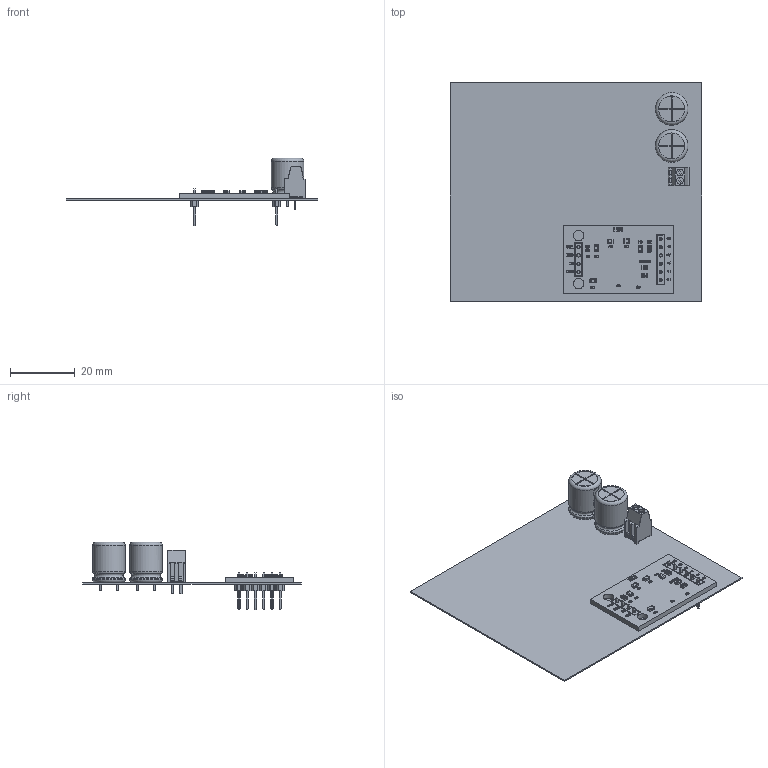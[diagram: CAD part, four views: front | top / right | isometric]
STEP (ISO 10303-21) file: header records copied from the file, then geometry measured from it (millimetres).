
FILE_DESCRIPTION(('Open CASCADE Model'),'2;1');
FILE_NAME('Open CASCADE Shape Model','2023-08-29T17:04:29',('Author'),( 'Open CASCADE'),'Open CASCADE STEP processor 6.8','Open CASCADE 6.8' ,'Unknown');
FILE_SCHEMA(('AUTOMOTIVE_DESIGN { 1 0 10303 214 1 1 1 1 }'));
Length unit declared in the file: millimetre
Products named in the file (50): PCB; Board; Open CASCADE STEP translator 6.8 1.1.1; J1; HX711_Breakout_v7; RESISTOR_SMD_203_v1; Valor_predeterminado; RESISTOR_SMD_822_v1; RESISTOR_SMD_122_v1; HX711_SOP16_v2; base_HX711-1; pino_HX711-1; pino_HX711-2; pino_HX711-3; pino_HX711-4; pino_HX711-5; pino_HX711-6; pino_HX711-7; pino_HX711-8; pino_HX711-9; pino_HX711-10; pino_HX711-11; pino_HX711-12; pino_HX711-13; pino_HX711-14; pino_HX711-15; pino_HX711-16; SOT23_v1; TRANSISTOR_SOT23-1; PINO_SOT23-1; PINO_SOT23-2; PINO_SOT23-3; CAPACITOR_805_v1; Pin_Header_Male_01x04_P2.54mm_v1; Male_Pin_Header; Pin_Header_Male_01x06_P2.54mm_v1; Open CASCADE STEP translator 6.8 1.2.1.14; TE_Term_Block_2port_282834-2-c-3d; c-282834-2-c-3d; C2 ...
Assembly tree (63 placements, depth 6):
  PCB
    Board
      Open CASCADE STEP translator 6.8 1.1.1
    J1
      HX711_Breakout_v7
        RESISTOR_SMD_203_v1
          Valor_predeterminado
        RESISTOR_SMD_822_v1
          Valor_predeterminado
        RESISTOR_SMD_122_v1  x2
          Valor_predeterminado
        HX711_SOP16_v2
          Valor_predeterminado
            base_HX711-1
            pino_HX711-1
            pino_HX711-2
            pino_HX711-3
            pino_HX711-4
            pino_HX711-5
            pino_HX711-6
            pino_HX711-7
            pino_HX711-8
            pino_HX711-9
            pino_HX711-10
            pino_HX711-11
            pino_HX711-12
            pino_HX711-13
            pino_HX711-14
            pino_HX711-15
            pino_HX711-16
        SOT23_v1
          Valor_predeterminado
            TRANSISTOR_SOT23-1
            PINO_SOT23-1
            PINO_SOT23-2
            PINO_SOT23-3
        CAPACITOR_805_v1
          Valor_predeterminado
        CAPACITOR_805_v1  x4
          Valor_predeterminado
        Pin_Header_Male_01x04_P2.54mm_v1
          Male_Pin_Header  x4
        Pin_Header_Male_01x06_P2.54mm_v1
          Male_Pin_Header  x6
        Open CASCADE STEP translator 6.8 1.2.1.14
    J1
      TE_Term_Block_2port_282834-2-c-3d
        c-282834-2-c-3d
    C2
      Cap_TH_D10.00mm_H12.50mm_L5.00mm
    C1
      Cap_TH_D10.00mm_H12.50mm_L5.00mm
Bounding box: 77.47 x 67.18 x 20.84 mm (x, y, z)
Volume: 5561.9 mm3; surface area: 14317 mm2
Topology: 75 solids, 75 shells, 2863 faces, 7242 edges, 4448 vertices
Faces by surface type: plane 1183, bspline 716, cylinder 676, sphere 256, torus 32
Full cylindrical faces by diameter (mm): 0.6 x4, 1 x10, 3.2 x2, 8 x4, 10 x4
Entity records: 67124 total; most frequent: CARTESIAN_POINT 24260, ORIENTED_EDGE 9318, DIRECTION 6070, EDGE_CURVE 4659, VERTEX_POINT 2998, LINE 2694, VECTOR 2694, FACE_BOUND 1907
